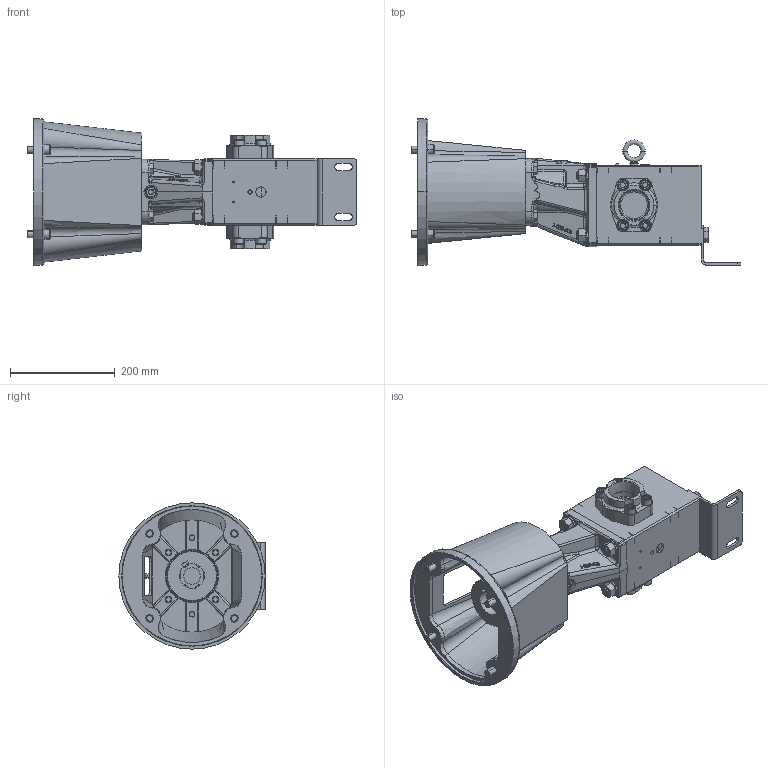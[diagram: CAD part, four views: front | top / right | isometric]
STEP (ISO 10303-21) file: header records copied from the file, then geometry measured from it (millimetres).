
FILE_DESCRIPTION (( 'STEP AP214' ), '1' );
FILE_NAME ('GPV-1018-010-U.STEP', '2019-05-22T20:33:49', ( '' ), ( '' ), 'SwSTEP 2.0', 'SolidWorks 2018', '' );
FILE_SCHEMA (( 'AUTOMOTIVE_DESIGN' ));
Length unit declared in the file: inch
Products named in the file (1): GPV-1018-010-U
Bounding box: 630.07 x 279.4 x 279.4 mm (x, y, z)
Volume: 8180730.9 mm3; surface area: 878339.3 mm2
Topology: 23 solids, 23 shells, 2012 faces, 4839 edges, 2964 vertices
Faces by surface type: plane 716, cylinder 628, cone 402, bspline 181, torus 53, sphere 32
Entity records: 100383 total; most frequent: CARTESIAN_POINT 28509, ORIENTED_EDGE 9650, DIRECTION 9224, EDGE_CURVE 4825, AXIS2_PLACEMENT_3D 3535, VERTEX_POINT 2964, EDGE_LOOP 2193, LINE 2154
